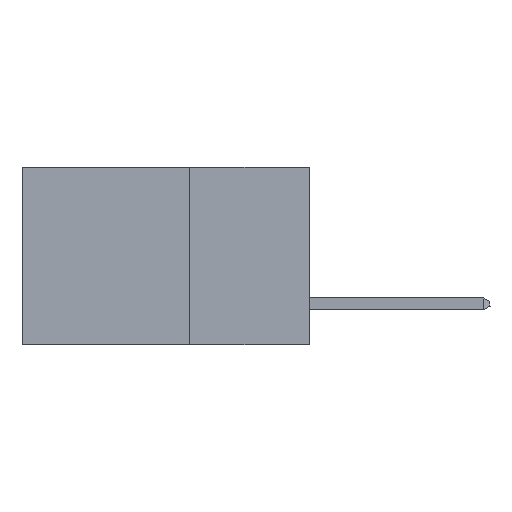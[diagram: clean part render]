
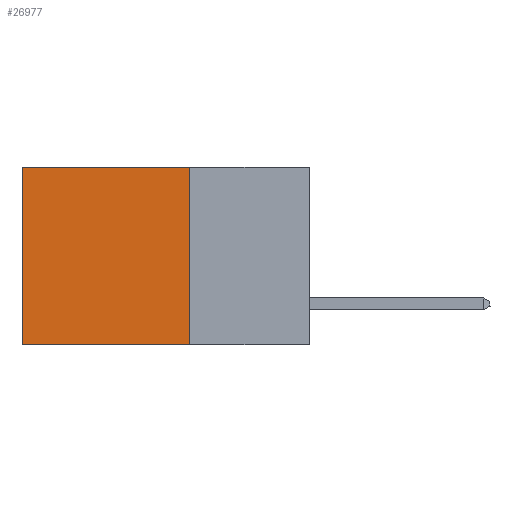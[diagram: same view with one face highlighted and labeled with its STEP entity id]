
A CAD part, left-side view. The second image highlights one B-rep face of the part: STEP entity #26977.
In plain terms, the highlighted planar face has unit normal (-1, 0, 0).
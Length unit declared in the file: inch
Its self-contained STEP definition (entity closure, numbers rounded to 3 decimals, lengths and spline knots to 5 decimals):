
#6117 = DIRECTION ( 'NONE',  ( 0., 0., -1. ) ) ;
#7122 = VECTOR ( 'NONE', #6117, 39.37008 ) ;
#7413 = ORIENTED_EDGE ( 'NONE', *, *, #22378, .T. ) ;
#7690 = CARTESIAN_POINT ( 'NONE',  ( 0.2875, 0.6, -0.37 ) ) ;
#7725 = VECTOR ( 'NONE', #32773, 39.37008 ) ;
#7839 = EDGE_LOOP ( 'NONE', ( #28802, #23680, #15362, #7413 ) ) ;
#8858 = DIRECTION ( 'NONE',  ( 0., 0., -1. ) ) ;
#8977 = LINE ( 'NONE', #36388, #30804 ) ;
#10887 = VECTOR ( 'NONE', #8858, 39.37008 ) ;
#12512 = DIRECTION ( 'NONE',  ( 0., 0., -1. ) ) ;
#12738 = DIRECTION ( 'NONE',  ( 0., 1., 0. ) ) ;
#12802 = CARTESIAN_POINT ( 'NONE',  ( 0.2875, 0.25, -0.37 ) ) ;
#13782 = EDGE_CURVE ( 'NONE', #34138, #15466, #34302, .T. ) ;
#14489 = EDGE_CURVE ( 'NONE', #41792, #15466, #36882, .T. ) ;
#15362 = ORIENTED_EDGE ( 'NONE', *, *, #41613, .F. ) ;
#15466 = VERTEX_POINT ( 'NONE', #7690 ) ;
#15990 = CARTESIAN_POINT ( 'NONE',  ( 0.2875, 0.25, 0. ) ) ;
#18469 = AXIS2_PLACEMENT_3D ( 'NONE', #26198, #22341, #12512 ) ;
#22105 = CARTESIAN_POINT ( 'NONE',  ( 0.2875, 0.25, -0.37 ) ) ;
#22341 = DIRECTION ( 'NONE',  ( 1., 0., 0. ) ) ;
#22378 = EDGE_CURVE ( 'NONE', #26225, #41792, #8977, .T. ) ;
#23680 = ORIENTED_EDGE ( 'NONE', *, *, #13782, .F. ) ;
#26198 = CARTESIAN_POINT ( 'NONE',  ( 0.2875, 0.25, 0. ) ) ;
#26225 = VERTEX_POINT ( 'NONE', #38309 ) ;
#26977 = ADVANCED_FACE ( 'NONE', ( #27763 ), #43139, .F. ) ;
#27763 = FACE_OUTER_BOUND ( 'NONE', #7839, .T. ) ;
#28802 = ORIENTED_EDGE ( 'NONE', *, *, #14489, .T. ) ;
#30804 = VECTOR ( 'NONE', #12738, 39.37008 ) ;
#32773 = DIRECTION ( 'NONE',  ( 0., 1., 0. ) ) ;
#33394 = CARTESIAN_POINT ( 'NONE',  ( 0.2875, 0.6, 0. ) ) ;
#34138 = VERTEX_POINT ( 'NONE', #12802 ) ;
#34302 = LINE ( 'NONE', #22105, #7725 ) ;
#36012 = CARTESIAN_POINT ( 'NONE',  ( 0.2875, 0.6, 0. ) ) ;
#36388 = CARTESIAN_POINT ( 'NONE',  ( 0.2875, 0.25, 0. ) ) ;
#36882 = LINE ( 'NONE', #36012, #7122 ) ;
#38309 = CARTESIAN_POINT ( 'NONE',  ( 0.2875, 0.25, 0. ) ) ;
#41613 = EDGE_CURVE ( 'NONE', #26225, #34138, #42237, .T. ) ;
#41792 = VERTEX_POINT ( 'NONE', #33394 ) ;
#42237 = LINE ( 'NONE', #15990, #10887 ) ;
#43139 = PLANE ( 'NONE',  #18469 ) ;
